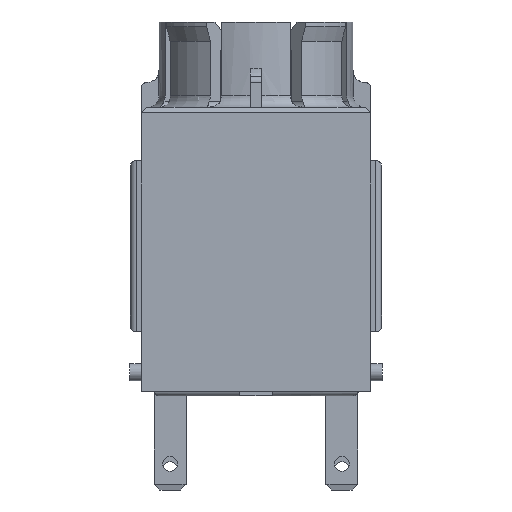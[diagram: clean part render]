
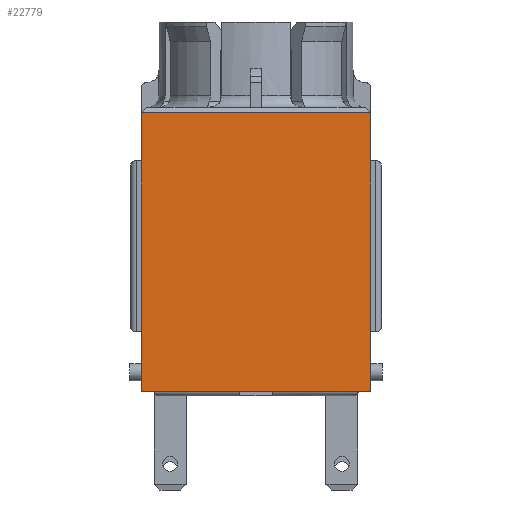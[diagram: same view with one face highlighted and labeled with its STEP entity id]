
A CAD part, left-side view. The second image highlights one B-rep face of the part: STEP entity #22779.
In plain terms, the highlighted planar face has unit normal (-1, 0, 0).
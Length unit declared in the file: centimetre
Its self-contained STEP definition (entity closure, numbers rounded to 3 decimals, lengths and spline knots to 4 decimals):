
#1290=FACE_OUTER_BOUND($,#2483,.T.);
#2483=EDGE_LOOP($,(#18994,#18995,#18996,#18997,#18998,#18999));
#5257=LINE($,#34981,#8252);
#5258=LINE($,#34983,#8253);
#5259=LINE($,#34985,#8254);
#5260=LINE($,#34987,#8255);
#5261=LINE($,#34989,#8256);
#5262=LINE($,#34990,#8257);
#8252=VECTOR($,#28512,2.02);
#8253=VECTOR($,#28513,2.281);
#8254=VECTOR($,#28514,0.169);
#8255=VECTOR($,#28515,2.02);
#8256=VECTOR($,#28516,0.169);
#8257=VECTOR($,#28517,2.281);
#10508=VERTEX_POINT($,#34979);
#10509=VERTEX_POINT($,#34980);
#10510=VERTEX_POINT($,#34982);
#10511=VERTEX_POINT($,#34984);
#10512=VERTEX_POINT($,#34986);
#10513=VERTEX_POINT($,#34988);
#13448=EDGE_CURVE($,#10508,#10509,#5257,.T.);
#13449=EDGE_CURVE($,#10510,#10508,#5258,.T.);
#13450=EDGE_CURVE($,#10511,#10510,#5259,.T.);
#13451=EDGE_CURVE($,#10511,#10512,#5260,.T.);
#13452=EDGE_CURVE($,#10512,#10513,#5261,.T.);
#13453=EDGE_CURVE($,#10513,#10509,#5262,.T.);
#18994=ORIENTED_EDGE($,*,*,#13448,.F.);
#18995=ORIENTED_EDGE($,*,*,#13449,.F.);
#18996=ORIENTED_EDGE($,*,*,#13450,.F.);
#18997=ORIENTED_EDGE($,*,*,#13451,.T.);
#18998=ORIENTED_EDGE($,*,*,#13452,.T.);
#18999=ORIENTED_EDGE($,*,*,#13453,.T.);
#21707=PLANE($,#23983);
#22779=ADVANCED_FACE($,(#1290),#21707,.T.);
#23983=AXIS2_PLACEMENT_3D($,#34978,#28510,#28511);
#28510=DIRECTION('center_axis',(-1.,0.,0.));
#28511=DIRECTION('ref_axis',(0.,0.,1.));
#28512=DIRECTION($,(0.,-1.,0.));
#28513=DIRECTION($,(0.,0.,1.));
#28514=DIRECTION($,(0.,0.,1.));
#28515=DIRECTION($,(0.,-1.,0.));
#28516=DIRECTION($,(0.,0.,1.));
#28517=DIRECTION($,(0.,0.,1.));
#34978=CARTESIAN_POINT('Origin',(-1.11,1.01,2.39));
#34979=CARTESIAN_POINT('',(-1.11,1.01,2.49));
#34980=CARTESIAN_POINT('',(-1.11,-1.01,2.49));
#34981=CARTESIAN_POINT($,(-1.11,0.505,2.49));
#34982=CARTESIAN_POINT('',(-1.11,1.01,0.209));
#34983=CARTESIAN_POINT($,(-1.11,1.01,2.39));
#34984=CARTESIAN_POINT('',(-1.11,1.01,0.04));
#34985=CARTESIAN_POINT($,(-1.11,1.01,2.39));
#34986=CARTESIAN_POINT('',(-1.11,-1.01,0.04));
#34987=CARTESIAN_POINT($,(-1.11,1.01,0.04));
#34988=CARTESIAN_POINT('',(-1.11,-1.01,0.209));
#34989=CARTESIAN_POINT($,(-1.11,-1.01,2.39));
#34990=CARTESIAN_POINT($,(-1.11,-1.01,2.39));
